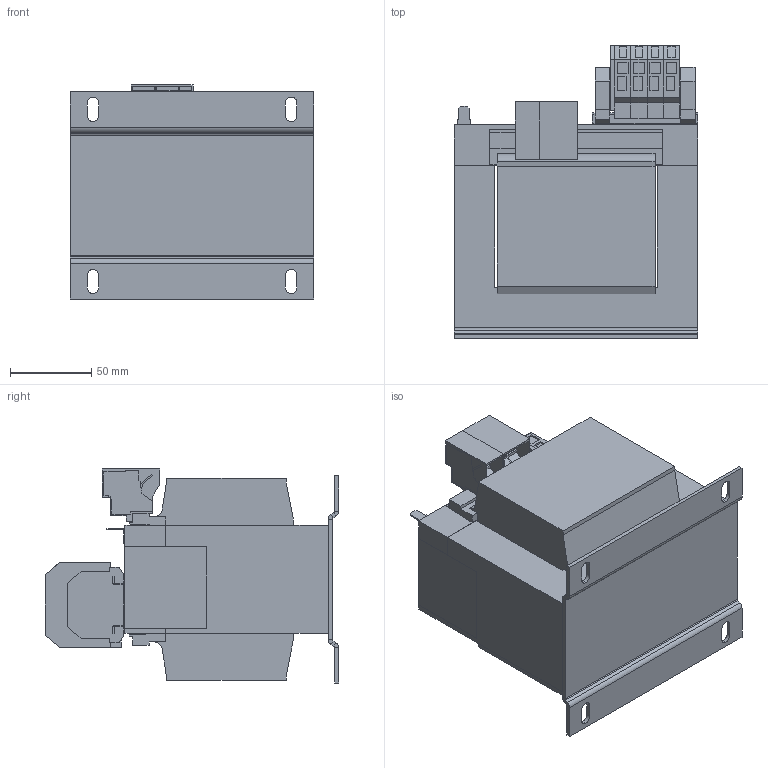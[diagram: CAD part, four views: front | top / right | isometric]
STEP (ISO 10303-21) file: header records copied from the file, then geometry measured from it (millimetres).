
FILE_DESCRIPTION (( 'STEP AP214' ), '1' );
FILE_NAME ('192473.STEP', '2023-08-15T12:23:25', ( '' ), ( '' ), 'SwSTEP 2.0', 'SolidWorks 2018', '' );
FILE_SCHEMA (( 'AUTOMOTIVE_DESIGN' ));
Length unit declared in the file: millimetre
Products named in the file (1): 192473
Bounding box: 150.06 x 180.5 x 131.7 mm (x, y, z)
Volume: 1883293.8 mm3; surface area: 189936.5 mm2
Topology: 1 solids, 1 shells, 618 faces, 1621 edges, 1031 vertices
Faces by surface type: plane 552, cylinder 66
Entity records: 18620 total; most frequent: CARTESIAN_POINT 3271, ORIENTED_EDGE 3242, DIRECTION 2996, EDGE_CURVE 1621, LINE 1484, VECTOR 1484, VERTEX_POINT 1031, AXIS2_PLACEMENT_3D 756
